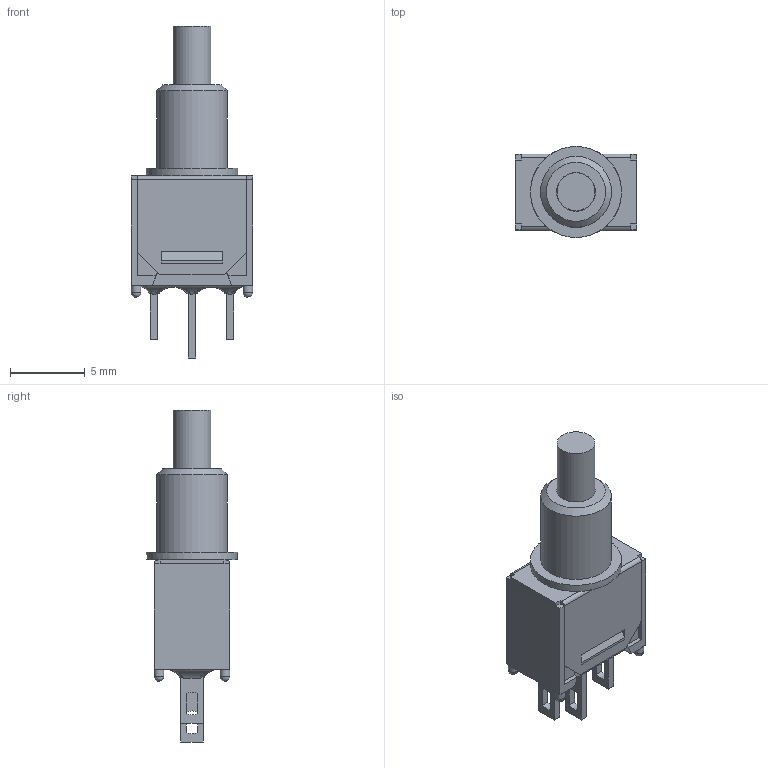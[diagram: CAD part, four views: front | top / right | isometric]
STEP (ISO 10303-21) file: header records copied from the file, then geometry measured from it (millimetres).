
FILE_DESCRIPTION(/* description */ (''),/* implementation_level */ '2;1');
FILE_NAME(/* name */ '800SP8B7M1xE.stp',/* time_stamp */ '2025-12-22T15:49:48-06:00',/* author */ ('jmeyers'),/* organization */ (''),/* preprocessor_version */ 'ST-DEVELOPER v18.1',/* originating_system */ 'Autodesk Inventor 2022',/* authorisation */ '');
FILE_SCHEMA (('AUTOMOTIVE_DESIGN { 1 0 10303 214 3 1 1 }'));
Length unit declared in the file: inch
Products named in the file (1): Part52
Bounding box: 8.13 x 6.1 x 22.23 mm (x, y, z)
Volume: 280.9 mm3; surface area: 882.1 mm2
Topology: 2 solids, 3 shells, 140 faces, 382 edges, 243 vertices
Faces by surface type: plane 105, cylinder 22, bspline 8, sphere 4, cone 1
Full cylindrical faces by diameter (mm): 0.65 x4, 2.54 x1, 2.6 x1, 4.75 x1, 6.1 x1
Entity records: 4891 total; most frequent: CARTESIAN_POINT 1372, ORIENTED_EDGE 756, DIRECTION 657, EDGE_CURVE 378, LINE 281, VECTOR 281, VERTEX_POINT 243, AXIS2_PLACEMENT_3D 188
